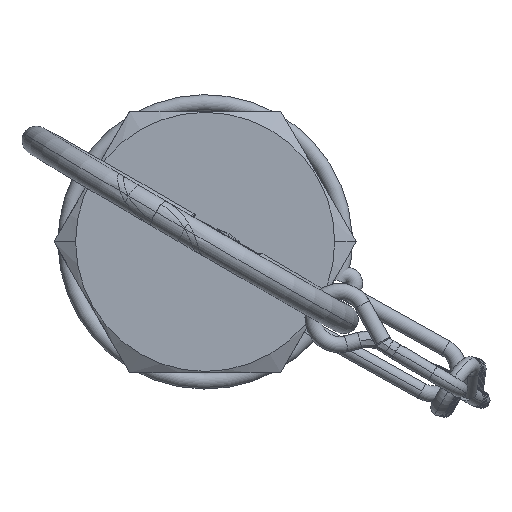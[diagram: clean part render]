
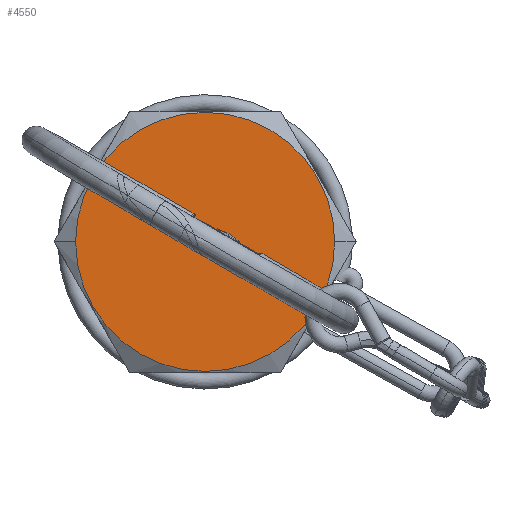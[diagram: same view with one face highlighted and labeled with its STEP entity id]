
A CAD part, left-side view. The second image highlights one B-rep face of the part: STEP entity #4550.
In plain terms, the highlighted planar face has unit normal (-1, 0, 0).
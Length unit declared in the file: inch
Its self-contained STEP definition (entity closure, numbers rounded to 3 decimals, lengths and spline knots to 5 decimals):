
#51 = FACE_OUTER_BOUND ( 'NONE', #462, .T. ) ;
#67 = EDGE_CURVE ( 'NONE', #746, #7408, #6422, .T. ) ;
#462 = EDGE_LOOP ( 'NONE', ( #7028, #1759 ) ) ;
#598 = EDGE_CURVE ( 'NONE', #7408, #746, #8407, .T. ) ;
#702 = DIRECTION ( 'NONE',  ( 1., 0., 0. ) ) ;
#746 = VERTEX_POINT ( 'NONE', #9505 ) ;
#1500 = DIRECTION ( 'NONE',  ( 0., 1., 0. ) ) ;
#1759 = ORIENTED_EDGE ( 'NONE', *, *, #67, .F. ) ;
#2149 = DIRECTION ( 'NONE',  ( -1., 0., 0. ) ) ;
#2932 = CARTESIAN_POINT ( 'NONE',  ( -0.54, 0.495, 0. ) ) ;
#3375 = CARTESIAN_POINT ( 'NONE',  ( -0.54, 0., 0. ) ) ;
#3603 = AXIS2_PLACEMENT_3D ( 'NONE', #5117, #6538, #1500 ) ;
#3620 = PLANE ( 'NONE',  #7963 ) ;
#4550 = ADVANCED_FACE ( 'NONE', ( #51 ), #3620, .T. ) ;
#5117 = CARTESIAN_POINT ( 'NONE',  ( -0.54, 0., 0. ) ) ;
#6422 = CIRCLE ( 'NONE', #3603, 0.495 ) ;
#6538 = DIRECTION ( 'NONE',  ( 1., 0., 0. ) ) ;
#6631 = CARTESIAN_POINT ( 'NONE',  ( -0.54, 0., 0. ) ) ;
#7028 = ORIENTED_EDGE ( 'NONE', *, *, #598, .F. ) ;
#7073 = AXIS2_PLACEMENT_3D ( 'NONE', #6631, #702, #8067 ) ;
#7408 = VERTEX_POINT ( 'NONE', #2932 ) ;
#7963 = AXIS2_PLACEMENT_3D ( 'NONE', #3375, #2149, #9466 ) ;
#8067 = DIRECTION ( 'NONE',  ( 0., 1., 0. ) ) ;
#8407 = CIRCLE ( 'NONE', #7073, 0.495 ) ;
#9466 = DIRECTION ( 'NONE',  ( 0., -1., 0. ) ) ;
#9505 = CARTESIAN_POINT ( 'NONE',  ( -0.54, -0.495, 0. ) ) ;
